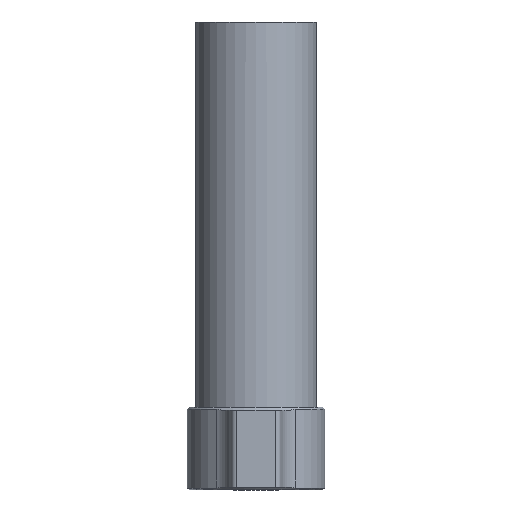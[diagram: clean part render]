
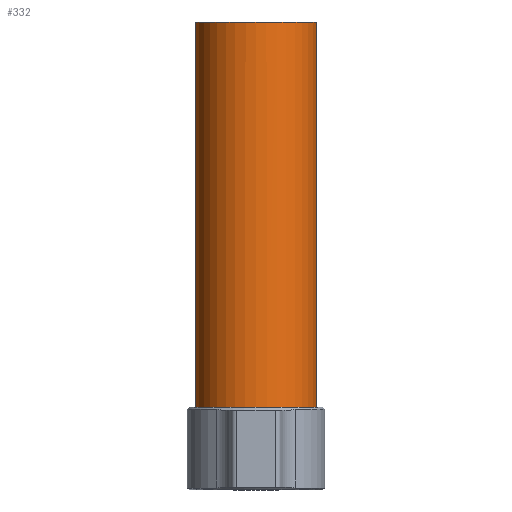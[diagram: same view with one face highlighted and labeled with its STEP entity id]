
A CAD part, front view. The second image highlights one B-rep face of the part: STEP entity #332.
In plain terms, the highlighted cylindrical face has radius 11 mm (diameter 22 mm), a full revolution.
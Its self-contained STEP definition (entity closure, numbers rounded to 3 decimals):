
#231=EDGE_CURVE('Unnamed[1]',#554,#554,#555,.T.);
#250=EDGE_CURVE('Unnamed[1]',#583,#584,#585,.T.);
#272=EDGE_CURVE('Unnamed[1]',#605,#583,#615,.T.);
#278=EDGE_CURVE('Unnamed[1]',#621,#605,#622,.T.);
#324=EDGE_CURVE('Unnamed[1]',#584,#621,#680,.T.);
#332=ADVANCED_FACE('Unnamed[1]',(#689,#690),#691,.T.);
#554=VERTEX_POINT('',#1311);
#555=CIRCLE('',#1312,11.0);
#583=VERTEX_POINT('',#1429);
#584=VERTEX_POINT('',#1430);
#585=LINE('',#1431,#1432);
#605=VERTEX_POINT('',#1540);
#615=ELLIPSE('',#1587,15.556,11.0);
#621=VERTEX_POINT('',#1597);
#622=LINE('',#1598,#1599);
#680=CIRCLE('',#1688,11.0);
#689=FACE_BOUND('',#1764,.T.);
#690=FACE_BOUND('',#1765,.T.);
#691=CYLINDRICAL_SURFACE('',#1766,11.0);
#1311=CARTESIAN_POINT('',(0.,11.0,-70.0));
#1312=AXIS2_PLACEMENT_3D('',#2072,#2073,#2074);
#1429=CARTESIAN_POINT('',(5.545,9.5,-64.));
#1430=CARTESIAN_POINT('',(5.545,9.5,0.));
#1431=CARTESIAN_POINT('',(5.545,9.5,-32.));
#1432=VECTOR('',#2106,1.0);
#1540=CARTESIAN_POINT('',(-5.545,9.5,-64.));
#1587=AXIS2_PLACEMENT_3D('',#2135,#2136,#2137);
#1597=CARTESIAN_POINT('',(-5.545,9.5,0.));
#1598=CARTESIAN_POINT('',(-5.545,9.5,-32.));
#1599=VECTOR('',#2142,1.0);
#1688=AXIS2_PLACEMENT_3D('',#2216,#2217,#2218);
#1764=EDGE_LOOP('',(#2228,#2229,#2230,#2231));
#1765=EDGE_LOOP('',(#2232));
#1766=AXIS2_PLACEMENT_3D('',#2233,#2234,#2235);
#2072=CARTESIAN_POINT('',(0.,0.,-70.0));
#2073=DIRECTION('',(0.,0.,-1.0));
#2074=DIRECTION('',(0.,1.0,0.));
#2106=DIRECTION('',(0.,0.,1.0));
#2135=CARTESIAN_POINT('',(0.,0.,-54.5));
#2136=DIRECTION('',(0.,-0.707,-0.707));
#2137=DIRECTION('',(0.,0.707,-0.707));
#2142=DIRECTION('',(0.,0.,-1.0));
#2216=CARTESIAN_POINT('',(0.,0.,0.));
#2217=DIRECTION('',(0.,0.,-1.0));
#2218=DIRECTION('',(0.,1.0,0.));
#2228=ORIENTED_EDGE('',*,*,#278,.T.);
#2229=ORIENTED_EDGE('',*,*,#272,.T.);
#2230=ORIENTED_EDGE('',*,*,#250,.T.);
#2231=ORIENTED_EDGE('',*,*,#324,.T.);
#2232=ORIENTED_EDGE('',*,*,#231,.F.);
#2233=CARTESIAN_POINT('',(0.,0.,-35.));
#2234=DIRECTION('',(0.,0.,-1.0));
#2235=DIRECTION('',(0.,1.0,0.));
